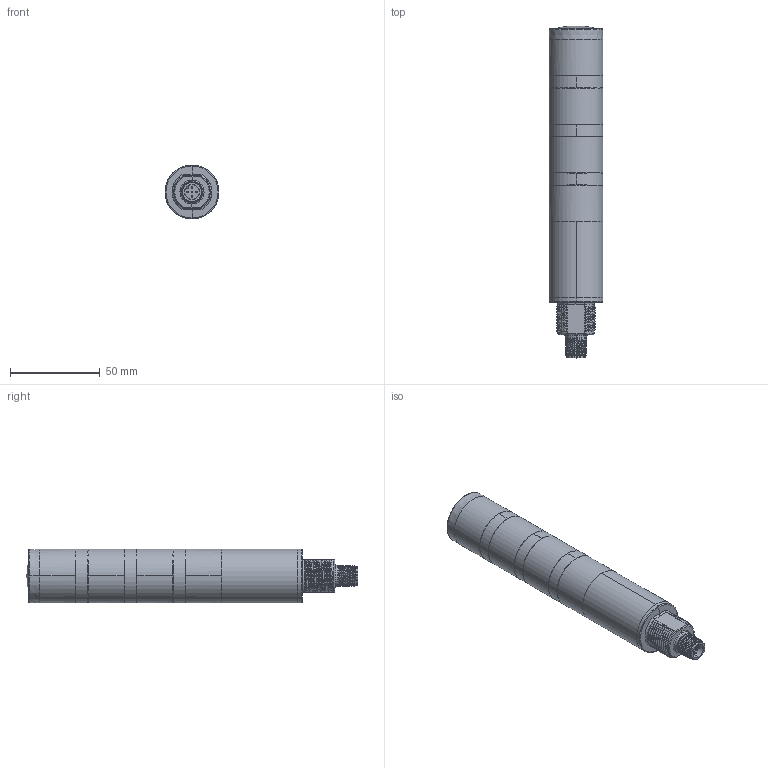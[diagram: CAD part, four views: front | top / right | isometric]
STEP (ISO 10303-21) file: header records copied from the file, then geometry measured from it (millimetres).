
FILE_DESCRIPTION((''),'2;1');
FILE_NAME('204598_ASM','2018-05-09T',('pdmadmin'),('BANNER ENGINEERING'),'CREO PARAMETRIC BY PTC INC, 2016260','CREO PARAMETRIC BY PTC INC, 2016260','');
FILE_SCHEMA(('CONFIG_CONTROL_DESIGN'));
Length unit declared in the file: millimetre
Products named in the file (8): 201226; 201224; 202000; 41089; 204619_ASM; 201227; 202221; 204598_ASM
Assembly tree (12 placements, depth 3):
  204598_ASM
    201226
    201224
    204619_ASM
      202000
      41089
    201227
    202221  x6
Bounding box: 30 x 184.6 x 30 mm (x, y, z)
Volume: 46544.7 mm3; surface area: 42525.9 mm2
Topology: 11 solids, 11 shells, 1443 faces, 3553 edges, 2153 vertices
Faces by surface type: bspline 600, plane 338, cylinder 203, cone 175, torus 85, sphere 42
Entity records: 71643 total; most frequent: CARTESIAN_POINT 49891, ORIENTED_EDGE 5218, DIRECTION 3509, EDGE_CURVE 2609, VERTEX_POINT 1568, AXIS2_PLACEMENT_3D 1484, B_SPLINE_CURVE_WITH_KNOTS 1194, EDGE_LOOP 1123
